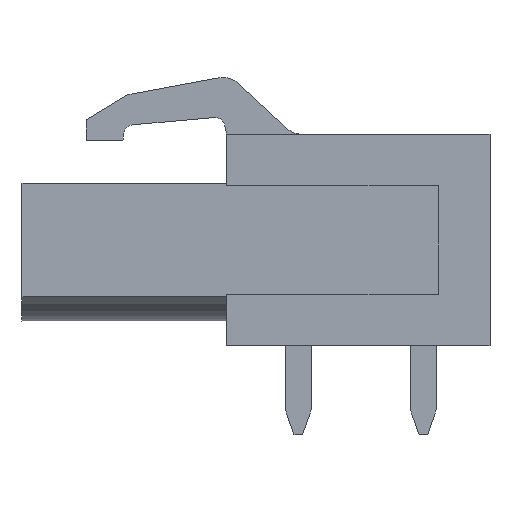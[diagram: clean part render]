
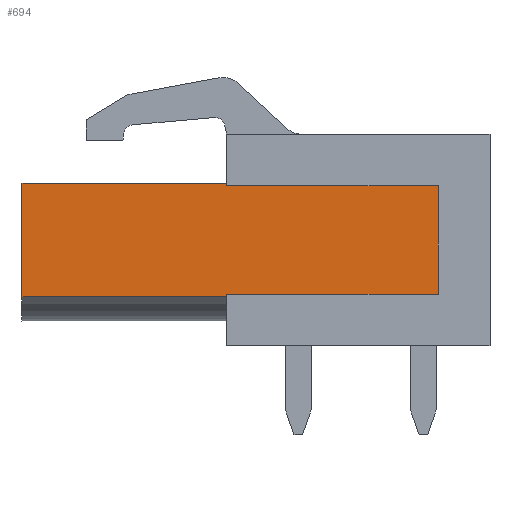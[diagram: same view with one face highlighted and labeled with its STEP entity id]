
A CAD part, front view. The second image highlights one B-rep face of the part: STEP entity #694.
In plain terms, the highlighted planar face has unit normal (0, -1, 0).
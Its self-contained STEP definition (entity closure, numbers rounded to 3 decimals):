
#694 = ADVANCED_FACE( '', ( #1688 ), #1689, .F. );
#1688 = FACE_OUTER_BOUND( '', #3211, .T. );
#1689 = PLANE( '', #3212 );
#3211 = EDGE_LOOP( '', ( #5740, #5741, #5742, #5743, #5744, #5745, #5746, #5747 ) );
#3212 = AXIS2_PLACEMENT_3D( '', #5748, #5749, #5750 );
#5740 = ORIENTED_EDGE( '', *, *, #9336, .F. );
#5741 = ORIENTED_EDGE( '', *, *, #9108, .T. );
#5742 = ORIENTED_EDGE( '', *, *, #9337, .F. );
#5743 = ORIENTED_EDGE( '', *, *, #9338, .F. );
#5744 = ORIENTED_EDGE( '', *, *, #9339, .T. );
#5745 = ORIENTED_EDGE( '', *, *, #9340, .T. );
#5746 = ORIENTED_EDGE( '', *, *, #9341, .F. );
#5747 = ORIENTED_EDGE( '', *, *, #9342, .T. );
#5748 = CARTESIAN_POINT( '', ( -1.2, 1., 4.3 ) );
#5749 = DIRECTION( '', ( 0., 1., 0. ) );
#5750 = DIRECTION( '', ( 0., 0., 1. ) );
#9108 = EDGE_CURVE( '', #10819, #10817, #10820, .T. );
#9336 = EDGE_CURVE( '', #10819, #11212, #11213, .T. );
#9337 = EDGE_CURVE( '', #11214, #10817, #11215, .T. );
#9338 = EDGE_CURVE( '', #11216, #11214, #11217, .T. );
#9339 = EDGE_CURVE( '', #11216, #11218, #11219, .T. );
#9340 = EDGE_CURVE( '', #11218, #11220, #11221, .T. );
#9341 = EDGE_CURVE( '', #11222, #11220, #11223, .T. );
#9342 = EDGE_CURVE( '', #11222, #11212, #11224, .T. );
#10817 = VERTEX_POINT( '', #13247 );
#10819 = VERTEX_POINT( '', #13250 );
#10820 = LINE( '', #13251, #13252 );
#11212 = VERTEX_POINT( '', #13804 );
#11213 = LINE( '', #13805, #13806 );
#11214 = VERTEX_POINT( '', #13807 );
#11215 = LINE( '', #13808, #13809 );
#11216 = VERTEX_POINT( '', #13810 );
#11217 = LINE( '', #13811, #13812 );
#11218 = VERTEX_POINT( '', #13813 );
#11219 = LINE( '', #13814, #13815 );
#11220 = VERTEX_POINT( '', #13816 );
#11221 = LINE( '', #13817, #13818 );
#11222 = VERTEX_POINT( '', #13819 );
#11223 = LINE( '', #13820, #13821 );
#11224 = LINE( '', #13822, #13823 );
#13247 = CARTESIAN_POINT( '', ( -1.2, 1., -2.65 ) );
#13250 = CARTESIAN_POINT( '', ( -1.2, 1., -2.3 ) );
#13251 = CARTESIAN_POINT( '', ( -1.2, 1., 2.65 ) );
#13252 = VECTOR( '', #16168, 1000. );
#13804 = CARTESIAN_POINT( '', ( -9.5, 1., -2.3 ) );
#13805 = CARTESIAN_POINT( '', ( -1.2, 1., -2.3 ) );
#13806 = VECTOR( '', #16406, 1000. );
#13807 = CARTESIAN_POINT( '', ( 7.4, 1., -2.65 ) );
#13808 = CARTESIAN_POINT( '', ( 7.4, 1., -2.65 ) );
#13809 = VECTOR( '', #16407, 1000. );
#13810 = CARTESIAN_POINT( '', ( 7.4, 1., 2.65 ) );
#13811 = CARTESIAN_POINT( '', ( 7.4, 1., 2.65 ) );
#13812 = VECTOR( '', #16408, 1000. );
#13813 = CARTESIAN_POINT( '', ( -1.2, 1., 2.65 ) );
#13814 = CARTESIAN_POINT( '', ( 7.4, 1., 2.65 ) );
#13815 = VECTOR( '', #16409, 1000. );
#13816 = CARTESIAN_POINT( '', ( -1.2, 1., 2.3 ) );
#13817 = CARTESIAN_POINT( '', ( -1.2, 1., 2.65 ) );
#13818 = VECTOR( '', #16410, 1000. );
#13819 = CARTESIAN_POINT( '', ( -9.5, 1., 2.3 ) );
#13820 = CARTESIAN_POINT( '', ( -1.2, 1., 2.3 ) );
#13821 = VECTOR( '', #16411, 1000. );
#13822 = CARTESIAN_POINT( '', ( -9.5, 1., 4.3 ) );
#13823 = VECTOR( '', #16412, 1000. );
#16168 = DIRECTION( '', ( 0., 0., -1. ) );
#16406 = DIRECTION( '', ( -1., 0., 0. ) );
#16407 = DIRECTION( '', ( -1., 0., 0. ) );
#16408 = DIRECTION( '', ( 0., 0., -1. ) );
#16409 = DIRECTION( '', ( -1., 0., 0. ) );
#16410 = DIRECTION( '', ( 0., 0., -1. ) );
#16411 = DIRECTION( '', ( 1., 0., 0. ) );
#16412 = DIRECTION( '', ( 0., 0., -1. ) );
